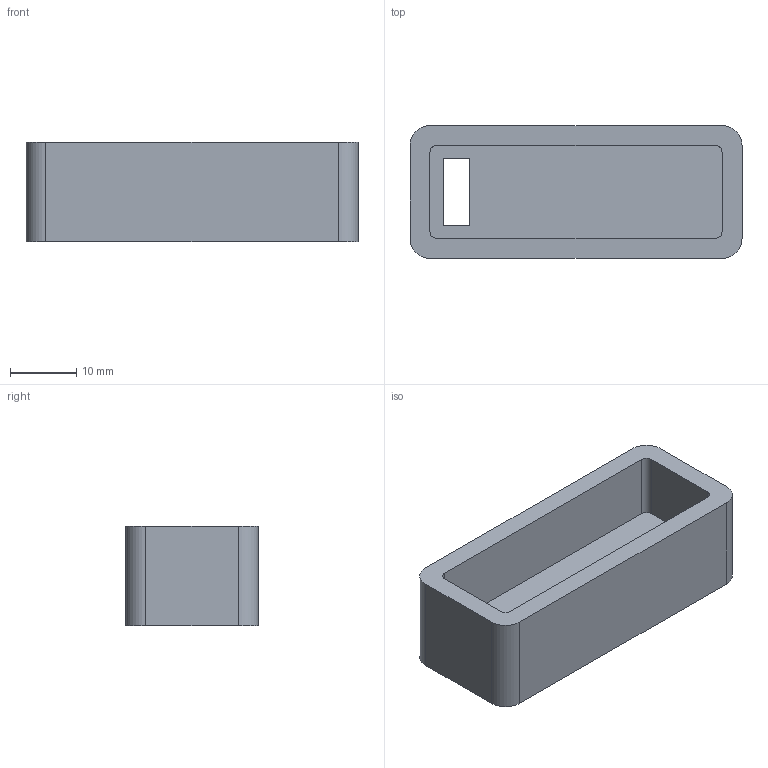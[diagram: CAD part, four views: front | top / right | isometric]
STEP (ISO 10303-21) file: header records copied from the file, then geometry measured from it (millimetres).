
FILE_DESCRIPTION(('FreeCAD Model'),'2;1');
FILE_NAME('Open CASCADE Shape Model','2024-05-19T22:26:30',('Author'),( ''),'Open CASCADE STEP processor 7.6','FreeCAD','Unknown');
FILE_SCHEMA(('AUTOMOTIVE_DESIGN { 1 0 10303 214 1 1 1 1 }'));
Length unit declared in the file: millimetre
Products named in the file (1): Fillet001
Bounding box: 50 x 20 x 15 mm (x, y, z)
Volume: 8532.7 mm3; surface area: 5210.1 mm2
Topology: 1 solids, 1 shells, 23 faces, 60 edges, 40 vertices
Faces by surface type: plane 15, cylinder 8
Entity records: 736 total; most frequent: CARTESIAN_POINT 124, DIRECTION 124, ORIENTED_EDGE 120, EDGE_CURVE 60, LINE 44, VECTOR 44, AXIS2_PLACEMENT_3D 40, VERTEX_POINT 40
